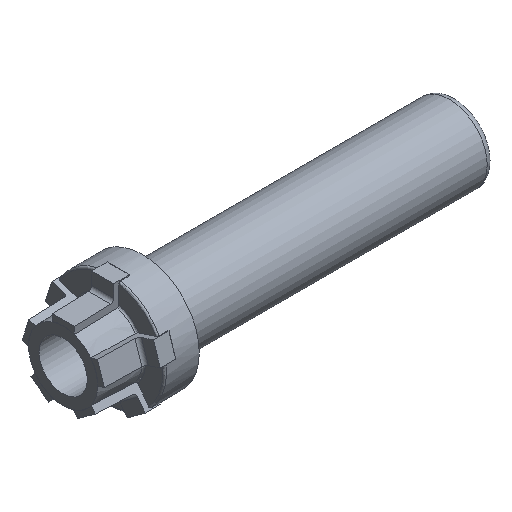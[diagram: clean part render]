
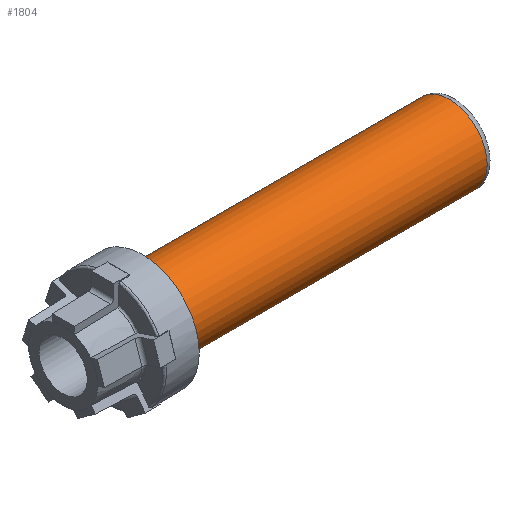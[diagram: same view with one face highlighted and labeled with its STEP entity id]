
A CAD part, isometric view. The second image highlights one B-rep face of the part: STEP entity #1804.
In plain terms, the highlighted cylindrical face has radius 11 mm (diameter 22 mm), a full revolution.
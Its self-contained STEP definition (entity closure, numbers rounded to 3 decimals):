
#273=CYLINDRICAL_SURFACE('',#1917,11.);
#313=CIRCLE('',#1918,11.);
#314=CIRCLE('',#1919,11.);
#402=ORIENTED_EDGE('',*,*,#790,.T.);
#403=ORIENTED_EDGE('',*,*,#791,.T.);
#790=EDGE_CURVE('',#984,#984,#313,.F.);
#791=EDGE_CURVE('',#985,#985,#314,.F.);
#984=VERTEX_POINT('',#2542);
#985=VERTEX_POINT('',#2544);
#1104=EDGE_LOOP('',(#402));
#1105=EDGE_LOOP('',(#403));
#1189=FACE_BOUND('',#1104,.T.);
#1190=FACE_BOUND('',#1105,.T.);
#1804=ADVANCED_FACE('',(#1189,#1190),#273,.T.);
#1917=AXIS2_PLACEMENT_3D('',#2540,#2118,#2119);
#1918=AXIS2_PLACEMENT_3D('',#2541,#2120,#2121);
#1919=AXIS2_PLACEMENT_3D('',#2543,#2122,#2123);
#2118=DIRECTION('',(-1.,0.,0.));
#2119=DIRECTION('',(0.,0.,1.));
#2120=DIRECTION('',(1.,0.,0.));
#2121=DIRECTION('',(0.,1.,0.));
#2122=DIRECTION('',(-1.,0.,0.));
#2123=DIRECTION('',(0.,0.,1.));
#2540=CARTESIAN_POINT('',(91.,0.,0.));
#2541=CARTESIAN_POINT('',(89.,0.,0.));
#2542=CARTESIAN_POINT('',(89.,11.,0.));
#2543=CARTESIAN_POINT('',(0.5,0.,0.));
#2544=CARTESIAN_POINT('',(0.5,0.,11.));
